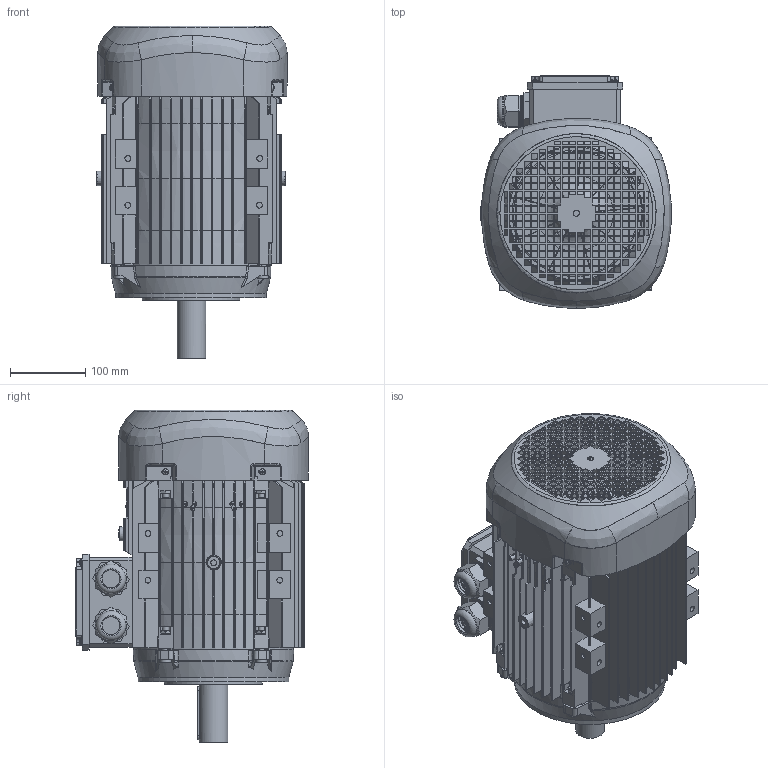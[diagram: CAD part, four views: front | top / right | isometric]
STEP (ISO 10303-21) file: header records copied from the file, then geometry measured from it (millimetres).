
FILE_DESCRIPTION(/* description */ (''),/* implementation_level */ '2;1');
FILE_NAME(/* name */ 'QS132S_FC_.stp',/* time_stamp */ '2015-04-09T17:17:22+03:00',/* author */ (''),/* organization */ (''),/* preprocessor_version */ 'ST-DEVELOPER v11',/* originating_system */ 'SIEMENS PLM Software NX 7.5',/* authorisation */ '');
FILE_SCHEMA (('AP203_CONFIGURATION_CONTROLLED_3D_DESIGN_OF_MECHANICAL_PARTS_AND_ASSEMBLIES_MIM_LF'));
Products named in the file (1): AR-000000405669_001
Bounding box: 252.59 x 309 x 440.5 mm (x, y, z)
Surface area: 1360772.4 mm2 (no closed solid volume)
Topology: 0 solids, 1 shells, 4180 faces, 11890 edges, 7721 vertices
Faces by surface type: plane 2552, cylinder 756, bspline 575, cone 195, torus 76, extrusion 18, sphere 8
Full cylindrical faces by diameter (mm): 2.5 x12, 4.2 x5, 7.6 x4, 7.652 x3, 8 x5, 8.5 x18, 9 x4, 10 x4, 14.327 x8, 16.293 x3, 23.927 x2, 26 x2, 31.8 x2, 32.804 x1, 34.364 x14, 38 x1, 39.455 x2, 40 x1, 40.199 x10, 40.2 x1, 45 x1, 50 x1, 62.1 x2, 80 x3, 80.1 x1, 81 x2, 83.5 x2, 86 x1, 91 x1, 118 x1
Entity records: 175542 total; most frequent: CARTESIAN_POINT 93055, ORIENTED_EDGE 23208, EDGE_CURVE 11605, B_SPLINE_CURVE_WITH_KNOTS 10990, VERTEX_POINT 7674, DIRECTION 7164, EDGE_LOOP 5178, ADVANCED_FACE 4165
